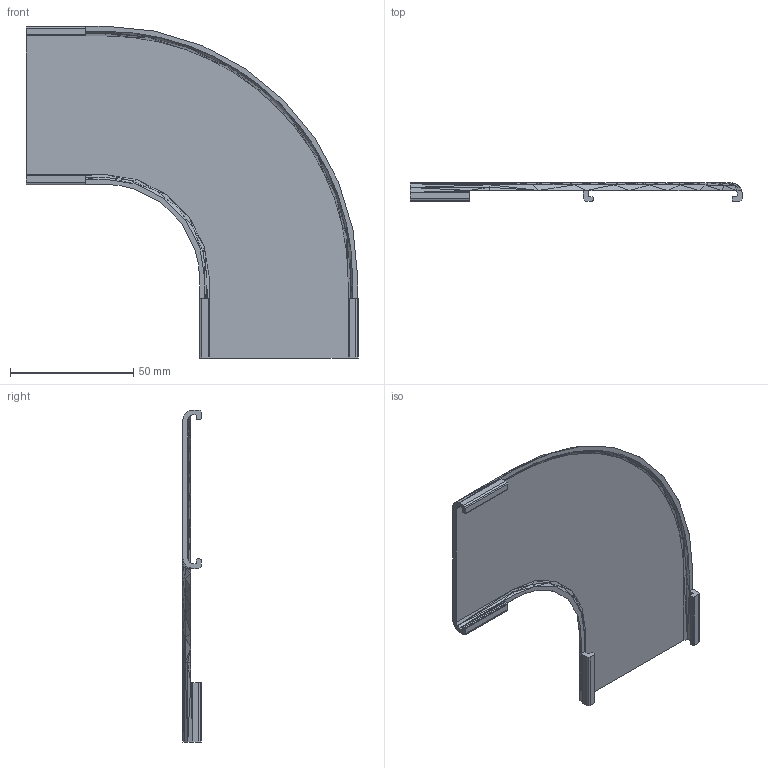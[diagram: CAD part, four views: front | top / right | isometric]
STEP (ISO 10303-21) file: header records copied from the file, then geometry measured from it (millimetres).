
FILE_DESCRIPTION(('FreeCAD Model'),'2;1');
FILE_NAME('Open CASCADE Shape Model','2022-12-06T13:51:56',('Author'),( ''),'Open CASCADE STEP processor 7.6','FreeCAD','Unknown');
FILE_SCHEMA(('AUTOMOTIVE_DESIGN { 1 0 10303 214 1 1 1 1 }'));
Length unit declared in the file: millimetre
Products named in the file (1): DS_060_38192___________________________________________________________
___90_____________________________________________60mm_horizontal_elbow_
cover001001 (Solid)
Bounding box: 134.67 x 7.44 x 134.67 mm (x, y, z)
Volume: 23456.8 mm3; surface area: 24472.2 mm2
Topology: 1 solids, 1 shells, 270 faces, 538 edges, 270 vertices
Faces by surface type: plane 270
Entity records: 13490 total; most frequent: DIRECTION 2156, CARTESIAN_POINT 2155, LINE 1614, VECTOR 1614, ORIENTED_EDGE 1076, PCURVE 1076, DEFINITIONAL_REPRESENTATION 1076, EDGE_CURVE 538
